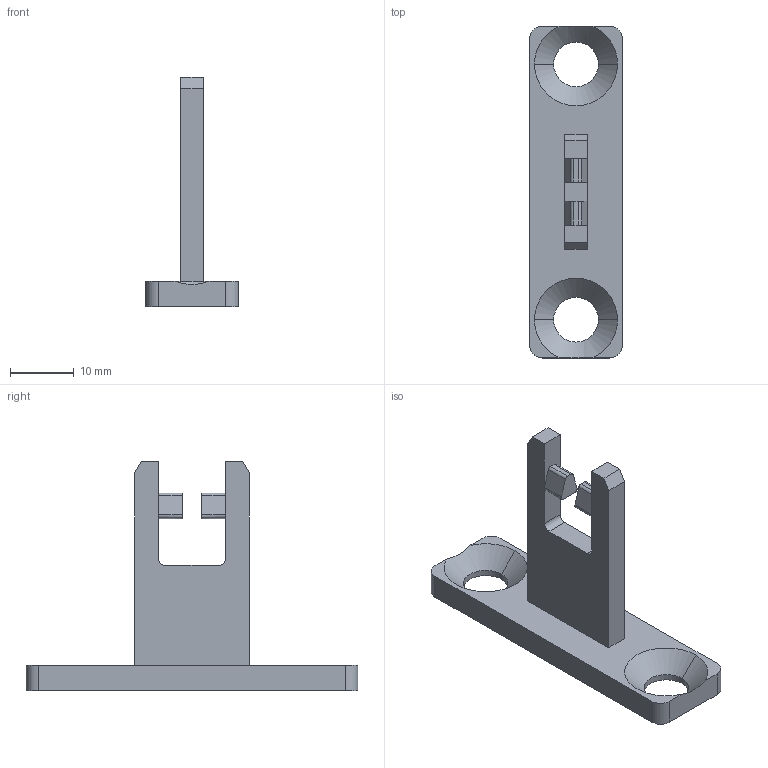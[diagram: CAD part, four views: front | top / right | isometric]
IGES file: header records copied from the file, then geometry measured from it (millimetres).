
Start section: Elysium IGES Interface
Global section: file name: 73HIE110_S1_IE200_S1.igs; native system: SolidDesigner 14.00A  08-Mar-2006; preprocessor: OneSpace IGES_3D V2.2; author: Unknown; organization: Unknown; date: 20060714.085118; units: millimetre
Bounding box: 14.5 x 52 x 36 mm (x, y, z)
Volume: 3921.2 mm3; surface area: 3214.9 mm2
Topology: 1 solids, 1 shells, 51 faces, 142 edges, 92 vertices
Faces by surface type: bspline 51
